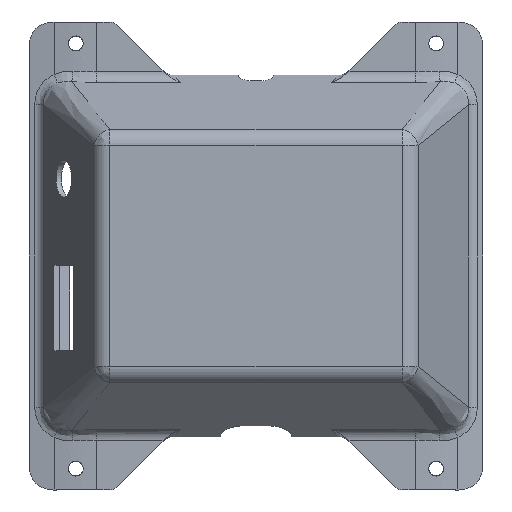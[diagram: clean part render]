
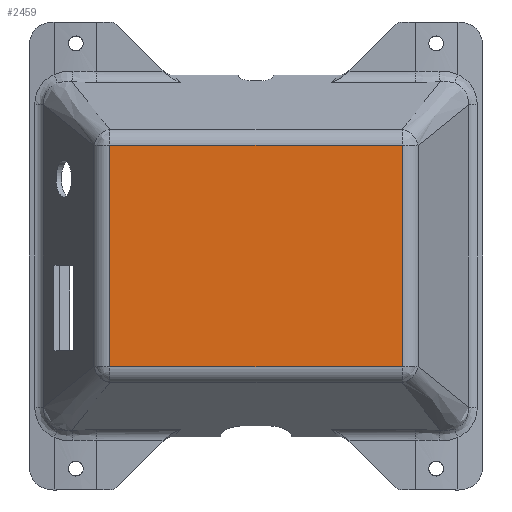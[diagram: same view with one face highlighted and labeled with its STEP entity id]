
A CAD part, front view. The second image highlights one B-rep face of the part: STEP entity #2459.
In plain terms, the highlighted planar face has unit normal (0, -1, 0).
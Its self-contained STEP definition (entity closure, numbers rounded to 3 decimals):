
#219=B_SPLINE_CURVE_WITH_KNOTS('',3,(#5496,#5497,#5498,#5499,#5500,#5501),
 .UNSPECIFIED.,.F.,.F.,(4,1,1,4),(-0.001,-0.001,
0.,0.),.UNSPECIFIED.);
#220=B_SPLINE_CURVE_WITH_KNOTS('',3,(#5535,#5536,#5537,#5538,#5539,#5540),
 .UNSPECIFIED.,.F.,.F.,(4,1,1,4),(-0.001,-0.001,
0.,0.),.UNSPECIFIED.);
#221=B_SPLINE_CURVE_WITH_KNOTS('',3,(#5576,#5577,#5578,#5579,#5580,#5581),
 .UNSPECIFIED.,.F.,.F.,(4,1,1,4),(-0.001,-0.001,
0.,0.),.UNSPECIFIED.);
#222=B_SPLINE_CURVE_WITH_KNOTS('',3,(#5616,#5617,#5618,#5619,#5620,#5621),
 .UNSPECIFIED.,.F.,.F.,(4,1,1,4),(-0.001,-0.001,
0.,0.),.UNSPECIFIED.);
#278=PLANE('',#2693);
#413=FACE_OUTER_BOUND('',#566,.T.);
#566=EDGE_LOOP('',(#2266,#2267,#2268,#2269,#2270,#2271,#2272,#2273));
#734=LINE('',#5624,#905);
#735=LINE('',#5626,#906);
#736=LINE('',#5628,#907);
#737=LINE('',#5630,#908);
#905=VECTOR('',#3277,10.);
#906=VECTOR('',#3280,10.);
#907=VECTOR('',#3283,10.);
#908=VECTOR('',#3286,10.);
#1171=VERTEX_POINT('',#5493);
#1172=VERTEX_POINT('',#5495);
#1173=VERTEX_POINT('',#5533);
#1174=VERTEX_POINT('',#5534);
#1175=VERTEX_POINT('',#5573);
#1176=VERTEX_POINT('',#5575);
#1177=VERTEX_POINT('',#5613);
#1178=VERTEX_POINT('',#5615);
#1529=EDGE_CURVE('',#1171,#1172,#219,.T.);
#1531=EDGE_CURVE('',#1173,#1174,#220,.T.);
#1535=EDGE_CURVE('',#1175,#1176,#221,.T.);
#1538=EDGE_CURVE('',#1177,#1178,#222,.T.);
#1540=EDGE_CURVE('',#1174,#1177,#734,.T.);
#1541=EDGE_CURVE('',#1178,#1175,#735,.T.);
#1542=EDGE_CURVE('',#1176,#1171,#736,.T.);
#1543=EDGE_CURVE('',#1172,#1173,#737,.T.);
#2266=ORIENTED_EDGE('',*,*,#1538,.F.);
#2267=ORIENTED_EDGE('',*,*,#1540,.F.);
#2268=ORIENTED_EDGE('',*,*,#1531,.F.);
#2269=ORIENTED_EDGE('',*,*,#1543,.F.);
#2270=ORIENTED_EDGE('',*,*,#1529,.F.);
#2271=ORIENTED_EDGE('',*,*,#1542,.F.);
#2272=ORIENTED_EDGE('',*,*,#1535,.F.);
#2273=ORIENTED_EDGE('',*,*,#1541,.F.);
#2459=ADVANCED_FACE('',(#413),#278,.F.);
#2693=AXIS2_PLACEMENT_3D('',#5631,#3287,#3288);
#3277=DIRECTION('',(1.,0.,0.));
#3280=DIRECTION('',(0.,0.,-1.));
#3283=DIRECTION('',(-1.,0.,0.));
#3286=DIRECTION('',(0.,0.,1.));
#3287=DIRECTION('center_axis',(0.,1.,0.));
#3288=DIRECTION('ref_axis',(0.,0.,1.));
#5493=CARTESIAN_POINT('',(-49.445,-2.,-37.452));
#5495=CARTESIAN_POINT('',(-49.452,-2.,-37.445));
#5496=CARTESIAN_POINT('Ctrl Pts',(-49.445,-2.,-37.452));
#5497=CARTESIAN_POINT('Ctrl Pts',(-49.446,-2.,-37.452));
#5498=CARTESIAN_POINT('Ctrl Pts',(-49.448,-2.,-37.451));
#5499=CARTESIAN_POINT('Ctrl Pts',(-49.451,-2.,-37.449));
#5500=CARTESIAN_POINT('Ctrl Pts',(-49.452,-2.,-37.446));
#5501=CARTESIAN_POINT('Ctrl Pts',(-49.452,-2.,-37.445));
#5533=CARTESIAN_POINT('',(-49.452,-2.,37.445));
#5534=CARTESIAN_POINT('',(-49.445,-2.,37.452));
#5535=CARTESIAN_POINT('Ctrl Pts',(-49.452,-2.,37.445));
#5536=CARTESIAN_POINT('Ctrl Pts',(-49.452,-2.,37.446));
#5537=CARTESIAN_POINT('Ctrl Pts',(-49.451,-2.,37.448));
#5538=CARTESIAN_POINT('Ctrl Pts',(-49.449,-2.,37.451));
#5539=CARTESIAN_POINT('Ctrl Pts',(-49.446,-2.,37.452));
#5540=CARTESIAN_POINT('Ctrl Pts',(-49.445,-2.,37.452));
#5573=CARTESIAN_POINT('',(49.452,-2.,-37.445));
#5575=CARTESIAN_POINT('',(49.445,-2.,-37.452));
#5576=CARTESIAN_POINT('Ctrl Pts',(49.452,-2.,-37.445));
#5577=CARTESIAN_POINT('Ctrl Pts',(49.452,-2.,-37.446));
#5578=CARTESIAN_POINT('Ctrl Pts',(49.451,-2.,-37.448));
#5579=CARTESIAN_POINT('Ctrl Pts',(49.449,-2.,-37.451));
#5580=CARTESIAN_POINT('Ctrl Pts',(49.446,-2.,-37.452));
#5581=CARTESIAN_POINT('Ctrl Pts',(49.445,-2.,-37.452));
#5613=CARTESIAN_POINT('',(49.445,-2.,37.452));
#5615=CARTESIAN_POINT('',(49.452,-2.,37.445));
#5616=CARTESIAN_POINT('Ctrl Pts',(49.445,-2.,37.452));
#5617=CARTESIAN_POINT('Ctrl Pts',(49.446,-2.,37.452));
#5618=CARTESIAN_POINT('Ctrl Pts',(49.448,-2.,37.451));
#5619=CARTESIAN_POINT('Ctrl Pts',(49.451,-2.,37.449));
#5620=CARTESIAN_POINT('Ctrl Pts',(49.452,-2.,37.446));
#5621=CARTESIAN_POINT('Ctrl Pts',(49.452,-2.,37.445));
#5624=CARTESIAN_POINT('',(26.,-2.,37.452));
#5626=CARTESIAN_POINT('',(49.452,-2.,-20.));
#5628=CARTESIAN_POINT('',(-26.,-2.,-37.452));
#5630=CARTESIAN_POINT('',(-49.452,-2.,20.));
#5631=CARTESIAN_POINT('Origin',(0.,-2.,0.));
